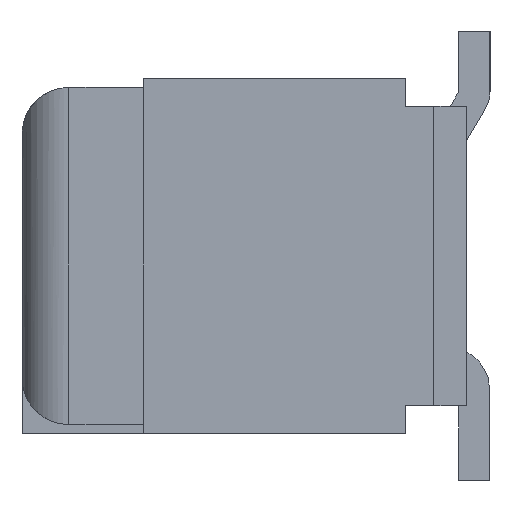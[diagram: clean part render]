
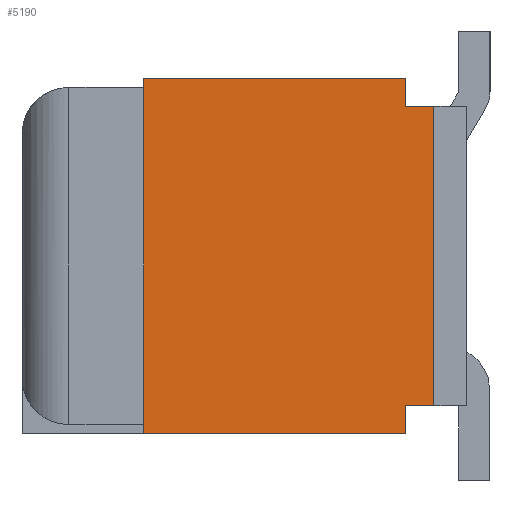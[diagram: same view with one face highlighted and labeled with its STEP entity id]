
A CAD part, left-side view. The second image highlights one B-rep face of the part: STEP entity #5190.
In plain terms, the highlighted planar face has unit normal (-1, 0, 0).
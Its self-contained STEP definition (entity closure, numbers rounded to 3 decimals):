
#4290=VERTEX_POINT('',#12824);
#5034=VERTEX_POINT('',#13621);
#5190=ADVANCED_FACE('',(#13798),#13799,.F.);
#5620=EDGE_CURVE('',#5034,#6944,#14269,.T.);
#5706=VERTEX_POINT('',#14364);
#5904=EDGE_CURVE('',#10390,#5706,#14582,.T.);
#6102=EDGE_CURVE('',#10390,#4290,#14804,.T.);
#6516=VERTEX_POINT('',#15256);
#6642=VERTEX_POINT('',#15395);
#6944=VERTEX_POINT('',#15727);
#8450=EDGE_CURVE('',#11824,#6516,#17367,.T.);
#8854=EDGE_CURVE('',#6642,#6516,#17805,.T.);
#9016=EDGE_CURVE('',#10658,#6642,#17979,.T.);
#9642=EDGE_CURVE('',#4290,#10510,#18662,.T.);
#10106=EDGE_CURVE('',#11824,#5034,#19160,.T.);
#10390=VERTEX_POINT('',#19469);
#10510=VERTEX_POINT('',#19594);
#10658=VERTEX_POINT('',#19754);
#11824=VERTEX_POINT('',#21017);
#12030=EDGE_CURVE('',#6944,#5706,#21239,.T.);
#12288=EDGE_CURVE('',#10510,#10658,#21516,.T.);
#12824=CARTESIAN_POINT('',(-11.0,0.9,-1.6));
#13621=CARTESIAN_POINT('',(-11.0,3.7,1.8));
#13798=FACE_OUTER_BOUND('',#23521,.T.);
#13799=PLANE('',#23522);
#14269=LINE('',#24205,#24206);
#14364=CARTESIAN_POINT('',(-11.0,3.7,-1.9));
#14582=LINE('',#24650,#24651);
#14804=LINE('',#24968,#24969);
#15256=CARTESIAN_POINT('',(-11.0,0.9,1.9));
#15395=CARTESIAN_POINT('',(-11.0,0.9,1.6));
#15727=CARTESIAN_POINT('',(-11.0,3.7,-1.8));
#17367=LINE('',#28657,#28658);
#17805=LINE('',#29303,#29304);
#17979=LINE('',#29569,#29570);
#18662=LINE('',#30580,#30581);
#19160=LINE('',#31310,#31311);
#19469=CARTESIAN_POINT('',(-11.0,0.9,-1.9));
#19594=CARTESIAN_POINT('',(-11.0,0.6,-1.6));
#19754=CARTESIAN_POINT('',(-11.0,0.6,1.6));
#21017=CARTESIAN_POINT('',(-11.0,3.7,1.9));
#21239=LINE('',#34367,#34368);
#21516=LINE('',#34782,#34783);
#23521=EDGE_LOOP('',(#36497,#36498,#36499,#36500,#36501,#36502,#36503,#36504,#36505,#36506));
#23522=AXIS2_PLACEMENT_3D('',#36507,#36508,#36509);
#24205=CARTESIAN_POINT('',(-11.0,3.7,0.0));
#24206=VECTOR('',#37040,1.0);
#24650=CARTESIAN_POINT('',(-11.0,1.975,-1.9));
#24651=VECTOR('',#37360,1.0);
#24968=CARTESIAN_POINT('',(-11.0,0.9,-0.875));
#24969=VECTOR('',#37680,1.0);
#28657=CARTESIAN_POINT('',(-11.0,1.975,1.9));
#28658=VECTOR('',#40173,1.0);
#29303=CARTESIAN_POINT('',(-11.0,0.9,0.875));
#29304=VECTOR('',#40628,1.0);
#29569=CARTESIAN_POINT('',(-11.0,1.213,1.6));
#29570=VECTOR('',#40800,1.0);
#30580=CARTESIAN_POINT('',(-11.0,1.213,-1.6));
#30581=VECTOR('',#41486,1.0);
#31310=CARTESIAN_POINT('',(-11.0,3.7,0.0));
#31311=VECTOR('',#41979,1.0);
#34367=CARTESIAN_POINT('',(-11.0,3.7,0.0));
#34368=VECTOR('',#43889,1.0);
#34782=CARTESIAN_POINT('',(-11.0,0.6,0.0));
#34783=VECTOR('',#44242,1.0);
#36497=ORIENTED_EDGE('',*,*,#9642,.T.);
#36498=ORIENTED_EDGE('',*,*,#12288,.T.);
#36499=ORIENTED_EDGE('',*,*,#9016,.T.);
#36500=ORIENTED_EDGE('',*,*,#8854,.T.);
#36501=ORIENTED_EDGE('',*,*,#8450,.F.);
#36502=ORIENTED_EDGE('',*,*,#10106,.T.);
#36503=ORIENTED_EDGE('',*,*,#5620,.T.);
#36504=ORIENTED_EDGE('',*,*,#12030,.T.);
#36505=ORIENTED_EDGE('',*,*,#5904,.F.);
#36506=ORIENTED_EDGE('',*,*,#6102,.T.);
#36507=CARTESIAN_POINT('',(-11.0,1.975,0.0));
#36508=DIRECTION('',(1.0,0.0,0.0));
#36509=DIRECTION('',(0.0,0.0,-1.0));
#37040=DIRECTION('',(0.0,0.0,-1.0));
#37360=DIRECTION('',(0.0,1.0,0.0));
#37680=DIRECTION('',(-0.0,0.0,1.0));
#40173=DIRECTION('',(0.0,-1.0,0.0));
#40628=DIRECTION('',(-0.0,0.0,1.0));
#40800=DIRECTION('',(0.0,1.0,0.0));
#41486=DIRECTION('',(0.0,-1.0,0.0));
#41979=DIRECTION('',(0.0,0.0,-1.0));
#43889=DIRECTION('',(0.0,0.0,-1.0));
#44242=DIRECTION('',(-0.0,0.0,1.0));
